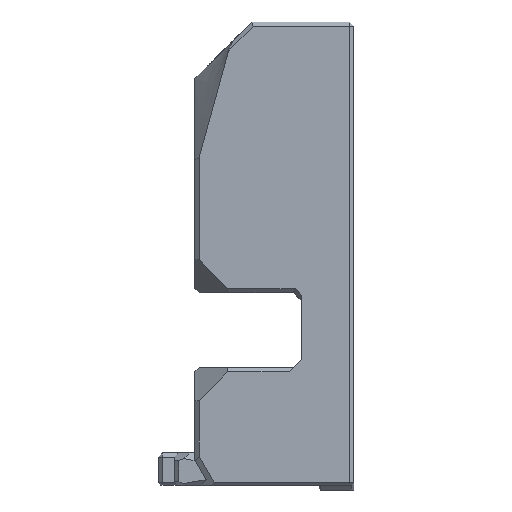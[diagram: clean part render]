
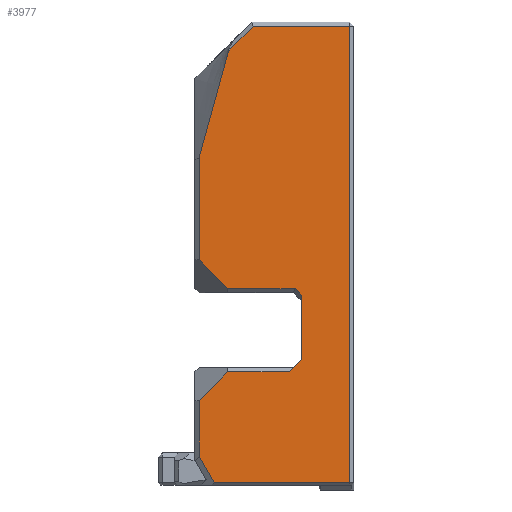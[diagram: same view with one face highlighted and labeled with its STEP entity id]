
A CAD part, left-side view. The second image highlights one B-rep face of the part: STEP entity #3977.
In plain terms, the highlighted planar face has unit normal (-1, 0, 0).
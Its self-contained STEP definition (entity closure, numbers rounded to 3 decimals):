
#41=B_SPLINE_CURVE_WITH_KNOTS('',3,(#5732,#5733,#5734,#5735,#5736,#5737,
#5738,#5739,#5740,#5741,#5742,#5743,#5744,#5745,#5746,#5747),
 .UNSPECIFIED.,.F.,.F.,(4,2,2,2,2,2,2,4),(-0.729,-0.635,
-0.594,-0.512,-0.454,-0.395,
-0.339,0.),.UNSPECIFIED.);
#142=FACE_OUTER_BOUND('',#375,.T.);
#375=EDGE_LOOP('',(#2709,#2710,#2711,#2712,#2713,#2714,#2715,#2716,#2717,
#2718,#2719,#2720,#2721,#2722,#2723));
#644=LINE('',#5638,#1169);
#683=LINE('',#5722,#1208);
#686=LINE('',#5726,#1211);
#687=LINE('',#5728,#1212);
#688=LINE('',#5730,#1213);
#689=LINE('',#5749,#1214);
#690=LINE('',#5751,#1215);
#691=LINE('',#5753,#1216);
#692=LINE('',#5755,#1217);
#693=LINE('',#5757,#1218);
#694=LINE('',#5759,#1219);
#695=LINE('',#5761,#1220);
#696=LINE('',#5763,#1221);
#697=LINE('',#5764,#1222);
#1169=VECTOR('',#4529,3.685);
#1208=VECTOR('',#4602,55.186);
#1211=VECTOR('',#4607,16.372);
#1212=VECTOR('',#4608,11.644);
#1213=VECTOR('',#4609,4.266);
#1214=VECTOR('',#4610,12.418);
#1215=VECTOR('',#4611,4.899);
#1216=VECTOR('',#4612,8.143);
#1217=VECTOR('',#4613,1.121);
#1218=VECTOR('',#4614,7.781);
#1219=VECTOR('',#4615,2.121);
#1220=VECTOR('',#4616,7.436);
#1221=VECTOR('',#4617,4.899);
#1222=VECTOR('',#4618,6.725);
#1697=VERTEX_POINT('',#5635);
#1698=VERTEX_POINT('',#5637);
#1725=VERTEX_POINT('',#5720);
#1726=VERTEX_POINT('',#5721);
#1727=VERTEX_POINT('',#5727);
#1728=VERTEX_POINT('',#5729);
#1729=VERTEX_POINT('',#5731);
#1730=VERTEX_POINT('',#5748);
#1731=VERTEX_POINT('',#5750);
#1732=VERTEX_POINT('',#5752);
#1733=VERTEX_POINT('',#5754);
#1734=VERTEX_POINT('',#5756);
#1735=VERTEX_POINT('',#5758);
#1736=VERTEX_POINT('',#5760);
#1737=VERTEX_POINT('',#5762);
#2056=EDGE_CURVE('',#1698,#1697,#644,.T.);
#2099=EDGE_CURVE('',#1725,#1726,#683,.T.);
#2102=EDGE_CURVE('',#1697,#1725,#686,.T.);
#2103=EDGE_CURVE('',#1726,#1727,#687,.T.);
#2104=EDGE_CURVE('',#1727,#1728,#688,.T.);
#2105=EDGE_CURVE('',#1728,#1729,#41,.T.);
#2106=EDGE_CURVE('',#1729,#1730,#689,.T.);
#2107=EDGE_CURVE('',#1731,#1730,#690,.T.);
#2108=EDGE_CURVE('',#1731,#1732,#691,.T.);
#2109=EDGE_CURVE('',#1732,#1733,#692,.T.);
#2110=EDGE_CURVE('',#1733,#1734,#693,.T.);
#2111=EDGE_CURVE('',#1734,#1735,#694,.T.);
#2112=EDGE_CURVE('',#1735,#1736,#695,.T.);
#2113=EDGE_CURVE('',#1737,#1736,#696,.T.);
#2114=EDGE_CURVE('',#1698,#1737,#697,.T.);
#2709=ORIENTED_EDGE('',*,*,#2056,.T.);
#2710=ORIENTED_EDGE('',*,*,#2102,.T.);
#2711=ORIENTED_EDGE('',*,*,#2099,.T.);
#2712=ORIENTED_EDGE('',*,*,#2103,.T.);
#2713=ORIENTED_EDGE('',*,*,#2104,.T.);
#2714=ORIENTED_EDGE('',*,*,#2105,.T.);
#2715=ORIENTED_EDGE('',*,*,#2106,.T.);
#2716=ORIENTED_EDGE('',*,*,#2107,.F.);
#2717=ORIENTED_EDGE('',*,*,#2108,.T.);
#2718=ORIENTED_EDGE('',*,*,#2109,.T.);
#2719=ORIENTED_EDGE('',*,*,#2110,.T.);
#2720=ORIENTED_EDGE('',*,*,#2111,.T.);
#2721=ORIENTED_EDGE('',*,*,#2112,.T.);
#2722=ORIENTED_EDGE('',*,*,#2113,.F.);
#2723=ORIENTED_EDGE('',*,*,#2114,.F.);
#3781=PLANE('',#4216);
#3977=ADVANCED_FACE('',(#142),#3781,.T.);
#4216=AXIS2_PLACEMENT_3D('',#5725,#4605,#4606);
#4529=DIRECTION('',(0.,-0.5,-0.866));
#4602=DIRECTION('',(0.,0.,1.));
#4605=DIRECTION('center_axis',(-1.,0.,0.));
#4606=DIRECTION('ref_axis',(0.,0.,1.));
#4607=DIRECTION('',(0.,-1.,0.));
#4608=DIRECTION('',(0.,1.,0.));
#4609=DIRECTION('',(0.,0.707,-0.707));
#4610=DIRECTION('',(0.,0.,-1.));
#4611=DIRECTION('',(0.,0.707,0.707));
#4612=DIRECTION('',(0.,-1.,0.));
#4613=DIRECTION('',(0.,-0.707,-0.707));
#4614=DIRECTION('',(0.,0.,-1.));
#4615=DIRECTION('',(0.,0.707,-0.707));
#4616=DIRECTION('',(0.,1.,0.));
#4617=DIRECTION('',(0.,-0.707,0.707));
#4618=DIRECTION('',(0.,0.,1.));
#5635=CARTESIAN_POINT('',(-114.9,-96.978,63.35));
#5637=CARTESIAN_POINT('',(-114.9,-95.135,66.542));
#5638=CARTESIAN_POINT('',(-114.9,-95.135,66.542));
#5720=CARTESIAN_POINT('',(-114.9,-113.35,63.35));
#5721=CARTESIAN_POINT('',(-114.9,-113.35,118.536));
#5722=CARTESIAN_POINT('',(-114.9,-113.35,63.35));
#5725=CARTESIAN_POINT('Origin',(-114.9,-110.635,62.9));
#5726=CARTESIAN_POINT('',(-114.9,-96.978,63.35));
#5727=CARTESIAN_POINT('',(-114.9,-101.706,118.536));
#5728=CARTESIAN_POINT('',(-114.9,-113.35,118.536));
#5729=CARTESIAN_POINT('',(-114.9,-98.691,115.52));
#5730=CARTESIAN_POINT('',(-114.9,-101.706,118.536));
#5731=CARTESIAN_POINT('',(-114.9,-95.135,102.687));
#5732=CARTESIAN_POINT('Ctrl Pts',(-114.9,-98.691,115.52));
#5733=CARTESIAN_POINT('Ctrl Pts',(-114.9,-98.646,115.4));
#5734=CARTESIAN_POINT('Ctrl Pts',(-114.9,-98.637,115.333));
#5735=CARTESIAN_POINT('Ctrl Pts',(-114.9,-98.36,114.336));
#5736=CARTESIAN_POINT('Ctrl Pts',(-114.9,-98.276,114.035));
#5737=CARTESIAN_POINT('Ctrl Pts',(-114.9,-98.025,113.13));
#5738=CARTESIAN_POINT('Ctrl Pts',(-114.9,-97.859,112.528));
#5739=CARTESIAN_POINT('Ctrl Pts',(-114.9,-97.573,111.496));
#5740=CARTESIAN_POINT('Ctrl Pts',(-114.9,-97.505,111.251));
#5741=CARTESIAN_POINT('Ctrl Pts',(-114.9,-97.209,110.179));
#5742=CARTESIAN_POINT('Ctrl Pts',(-114.9,-97.093,109.764));
#5743=CARTESIAN_POINT('Ctrl Pts',(-114.9,-96.736,108.474));
#5744=CARTESIAN_POINT('Ctrl Pts',(-114.9,-96.635,108.106));
#5745=CARTESIAN_POINT('Ctrl Pts',(-114.9,-95.45,103.826));
#5746=CARTESIAN_POINT('Ctrl Pts',(-114.9,-95.435,103.776));
#5747=CARTESIAN_POINT('Ctrl Pts',(-114.9,-95.135,102.687));
#5748=CARTESIAN_POINT('',(-114.9,-95.135,90.269));
#5749=CARTESIAN_POINT('',(-114.9,-95.135,102.687));
#5750=CARTESIAN_POINT('',(-114.9,-98.599,86.805));
#5751=CARTESIAN_POINT('',(-114.9,-98.599,86.805));
#5752=CARTESIAN_POINT('',(-114.9,-106.742,86.805));
#5753=CARTESIAN_POINT('',(-114.9,-98.599,86.805));
#5754=CARTESIAN_POINT('',(-114.9,-107.535,86.012));
#5755=CARTESIAN_POINT('',(-114.9,-106.742,86.805));
#5756=CARTESIAN_POINT('',(-114.9,-107.535,78.23));
#5757=CARTESIAN_POINT('',(-114.9,-107.535,86.012));
#5758=CARTESIAN_POINT('',(-114.9,-106.035,76.73));
#5759=CARTESIAN_POINT('',(-114.9,-107.535,78.23));
#5760=CARTESIAN_POINT('',(-114.9,-98.599,76.73));
#5761=CARTESIAN_POINT('',(-114.9,-106.035,76.73));
#5762=CARTESIAN_POINT('',(-114.9,-95.135,73.266));
#5763=CARTESIAN_POINT('',(-114.9,-95.135,73.266));
#5764=CARTESIAN_POINT('',(-114.9,-95.135,66.542));
